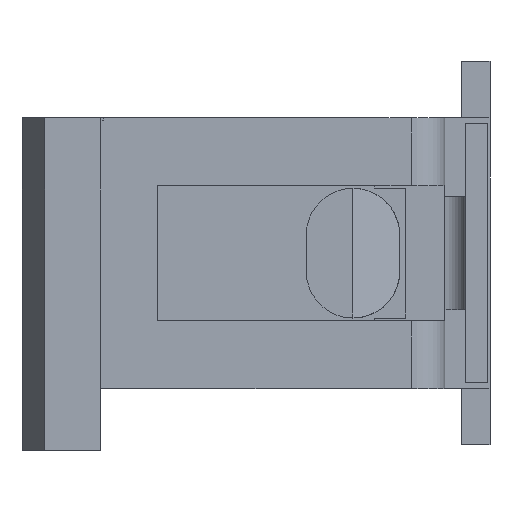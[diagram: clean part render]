
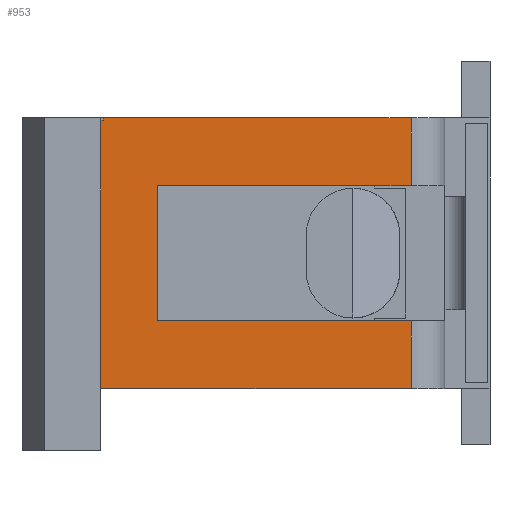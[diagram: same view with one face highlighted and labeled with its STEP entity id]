
A CAD part, left-side view. The second image highlights one B-rep face of the part: STEP entity #953.
In plain terms, the highlighted planar face has unit normal (-1, 0, 0).
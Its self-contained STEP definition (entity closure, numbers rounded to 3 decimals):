
#24 = EDGE_CURVE ( 'NONE', #8925, #675, #804, .T. ) ;
#110 = VERTEX_POINT ( 'NONE', #1084 ) ;
#301 = EDGE_CURVE ( 'NONE', #9075, #675, #1641, .T. ) ;
#512 = ORIENTED_EDGE ( 'NONE', *, *, #4899, .F. ) ;
#675 = VERTEX_POINT ( 'NONE', #2722 ) ;
#804 = LINE ( 'NONE', #805, #806 ) ;
#805 = CARTESIAN_POINT ( 'NONE',  ( -3.45, 0.7, -2.4 ) ) ;
#806 = VECTOR ( 'NONE', #807, 1000. ) ;
#807 = DIRECTION ( 'NONE',  ( 0., 0., 1. ) ) ;
#953 = ADVANCED_FACE ( 'NONE', ( #2952 ), #2953, .T. ) ;
#1084 = CARTESIAN_POINT ( 'NONE',  ( -3.45, 0.7, -2.4 ) ) ;
#1641 = LINE ( 'NONE', #1645, #1646 ) ;
#1645 = CARTESIAN_POINT ( 'NONE',  ( -3.45, 0., 0. ) ) ;
#1646 = VECTOR ( 'NONE', #1647, 1000. ) ;
#1647 = DIRECTION ( 'NONE',  ( 0., -1., 0. ) ) ;
#2722 = CARTESIAN_POINT ( 'NONE',  ( -3.45, 0.7, 0. ) ) ;
#2952 = FACE_OUTER_BOUND ( 'NONE', #9739, .T. ) ;
#2953 = PLANE ( 'NONE',  #2954 ) ;
#2954 = AXIS2_PLACEMENT_3D ( 'NONE', #2955, #2956, #2957 ) ;
#2955 = CARTESIAN_POINT ( 'NONE',  ( -3.45, 0., -2.4 ) ) ;
#2956 = DIRECTION ( 'NONE',  ( -1., 0., 0. ) ) ;
#2957 = DIRECTION ( 'NONE',  ( 0., -1., 0. ) ) ;
#3517 = EDGE_CURVE ( 'NONE', #8762, #110, #3910, .T. ) ;
#3623 = VERTEX_POINT ( 'NONE', #3934 ) ;
#3910 = LINE ( 'NONE', #3911, #3912 ) ;
#3911 = CARTESIAN_POINT ( 'NONE',  ( -3.45, 0., -2.4 ) ) ;
#3912 = VECTOR ( 'NONE', #3913, 1000. ) ;
#3913 = DIRECTION ( 'NONE',  ( 0., -1., 0. ) ) ;
#3927 = CARTESIAN_POINT ( 'NONE',  ( -3.45, 3.43, 0. ) ) ;
#3934 = CARTESIAN_POINT ( 'NONE',  ( -3.45, 0.7, -1.8 ) ) ;
#4235 = LINE ( 'NONE', #4236, #4237 ) ;
#4236 = CARTESIAN_POINT ( 'NONE',  ( -3.45, 0.4, -1.8 ) ) ;
#4237 = VECTOR ( 'NONE', #4238, 1000. ) ;
#4238 = DIRECTION ( 'NONE',  ( 0., 1., 0. ) ) ;
#4299 = CARTESIAN_POINT ( 'NONE',  ( -3.45, 2.95, -1.8 ) ) ;
#4424 = ORIENTED_EDGE ( 'NONE', *, *, #9066, .T. ) ;
#4477 = LINE ( 'NONE', #4478, #4479 ) ;
#4478 = CARTESIAN_POINT ( 'NONE',  ( -3.45, 3.43, -0.02 ) ) ;
#4479 = VECTOR ( 'NONE', #4480, 1000. ) ;
#4480 = DIRECTION ( 'NONE',  ( 0., 0., 1. ) ) ;
#4627 = CARTESIAN_POINT ( 'NONE',  ( -3.45, 3.43, -0.02 ) ) ;
#4899 = EDGE_CURVE ( 'NONE', #5112, #9075, #4477, .T. ) ;
#5081 = LINE ( 'NONE', #5082, #5083 ) ;
#5082 = CARTESIAN_POINT ( 'NONE',  ( -3.45, 2.95, -0.6 ) ) ;
#5083 = VECTOR ( 'NONE', #5084, 1000. ) ;
#5084 = DIRECTION ( 'NONE',  ( 0., 0., 1. ) ) ;
#5101 = LINE ( 'NONE', #5102, #5103 ) ;
#5102 = CARTESIAN_POINT ( 'NONE',  ( -3.45, 0.7, -2.4 ) ) ;
#5103 = VECTOR ( 'NONE', #5104, 1000. ) ;
#5104 = DIRECTION ( 'NONE',  ( 0., 0., 1. ) ) ;
#5112 = VERTEX_POINT ( 'NONE', #4627 ) ;
#5273 = CARTESIAN_POINT ( 'NONE',  ( -3.45, 2.95, -0.6 ) ) ;
#5930 = LINE ( 'NONE', #5931, #5932 ) ;
#5931 = CARTESIAN_POINT ( 'NONE',  ( -3.45, 3.45, -0.02 ) ) ;
#5932 = VECTOR ( 'NONE', #5933, 1000. ) ;
#5933 = DIRECTION ( 'NONE',  ( 0., -1., 0. ) ) ;
#7619 = LINE ( 'NONE', #7620, #7621 ) ;
#7620 = CARTESIAN_POINT ( 'NONE',  ( -3.45, 3.45, -2.4 ) ) ;
#7621 = VECTOR ( 'NONE', #7622, 1000. ) ;
#7622 = DIRECTION ( 'NONE',  ( 0., 0., 1. ) ) ;
#7658 = CARTESIAN_POINT ( 'NONE',  ( -3.45, 3.45, -2.4 ) ) ;
#7956 = CARTESIAN_POINT ( 'NONE',  ( -3.45, 0.7, -0.6 ) ) ;
#8047 = CARTESIAN_POINT ( 'NONE',  ( -3.45, 3.45, -0.02 ) ) ;
#8159 = LINE ( 'NONE', #8160, #8161 ) ;
#8160 = CARTESIAN_POINT ( 'NONE',  ( -3.45, 0.4, -0.6 ) ) ;
#8161 = VECTOR ( 'NONE', #8165, 1000. ) ;
#8165 = DIRECTION ( 'NONE',  ( 0., -1., 0. ) ) ;
#8418 = ORIENTED_EDGE ( 'NONE', *, *, #9797, .F. ) ;
#8607 = ORIENTED_EDGE ( 'NONE', *, *, #9203, .T. ) ;
#8681 = ORIENTED_EDGE ( 'NONE', *, *, #3517, .T. ) ;
#8725 = ORIENTED_EDGE ( 'NONE', *, *, #301, .F. ) ;
#8742 = EDGE_CURVE ( 'NONE', #8762, #8992, #7619, .T. ) ;
#8762 = VERTEX_POINT ( 'NONE', #7658 ) ;
#8925 = VERTEX_POINT ( 'NONE', #7956 ) ;
#8973 = ORIENTED_EDGE ( 'NONE', *, *, #24, .T. ) ;
#8992 = VERTEX_POINT ( 'NONE', #8047 ) ;
#9066 = EDGE_CURVE ( 'NONE', #9552, #8925, #8159, .T. ) ;
#9075 = VERTEX_POINT ( 'NONE', #3927 ) ;
#9203 = EDGE_CURVE ( 'NONE', #3623, #9226, #4235, .T. ) ;
#9226 = VERTEX_POINT ( 'NONE', #4299 ) ;
#9324 = ORIENTED_EDGE ( 'NONE', *, *, #9489, .T. ) ;
#9467 = ORIENTED_EDGE ( 'NONE', *, *, #9496, .T. ) ;
#9489 = EDGE_CURVE ( 'NONE', #9226, #9552, #5081, .T. ) ;
#9496 = EDGE_CURVE ( 'NONE', #110, #3623, #5101, .T. ) ;
#9552 = VERTEX_POINT ( 'NONE', #5273 ) ;
#9739 = EDGE_LOOP ( 'NONE', ( #512, #8418, #10174, #8681, #9467, #8607, #9324, #4424, #8973, #8725 ) ) ;
#9797 = EDGE_CURVE ( 'NONE', #8992, #5112, #5930, .T. ) ;
#10174 = ORIENTED_EDGE ( 'NONE', *, *, #8742, .F. ) ;
